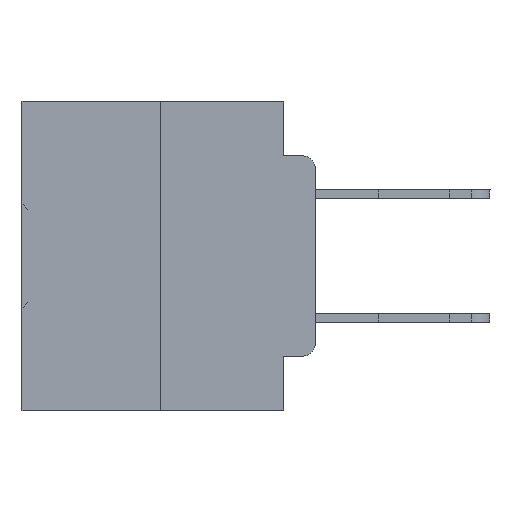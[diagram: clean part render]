
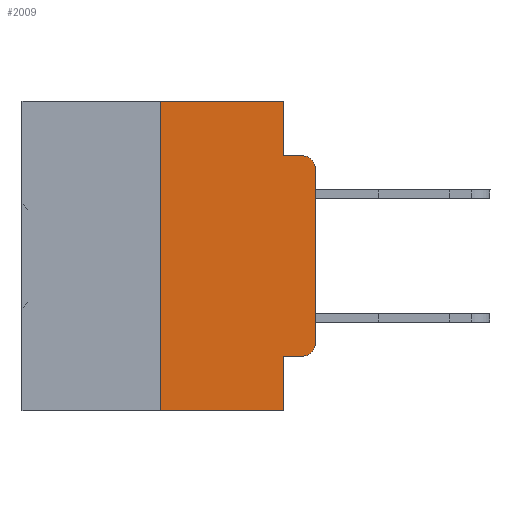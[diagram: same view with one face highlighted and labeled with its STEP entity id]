
A CAD part, left-side view. The second image highlights one B-rep face of the part: STEP entity #2009.
In plain terms, the highlighted planar face has unit normal (-1, 0, 0).
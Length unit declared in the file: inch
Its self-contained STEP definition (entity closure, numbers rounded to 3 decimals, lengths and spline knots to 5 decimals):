
#319 = DIRECTION ( 'NONE',  ( 0., -1., 0. ) ) ;
#977 = VERTEX_POINT ( 'NONE', #2696 ) ;
#1217 = EDGE_CURVE ( 'NONE', #12001, #10103, #33721, .T. ) ;
#1824 = AXIS2_PLACEMENT_3D ( 'NONE', #2053, #4924, #25319 ) ;
#2009 = ADVANCED_FACE ( 'NONE', ( #10425 ), #31337, .F. ) ;
#2053 = CARTESIAN_POINT ( 'NONE',  ( 0., 0.02, -0.3915 ) ) ;
#2696 = CARTESIAN_POINT ( 'NONE',  ( 0., 0.25, 0. ) ) ;
#2921 = LINE ( 'NONE', #26160, #29817 ) ;
#3393 = EDGE_CURVE ( 'NONE', #11799, #33653, #15768, .T. ) ;
#4516 = DIRECTION ( 'NONE',  ( 0., 0., -1. ) ) ;
#4689 = CARTESIAN_POINT ( 'NONE',  ( 0., 0.051, -0.0885 ) ) ;
#4779 = VERTEX_POINT ( 'NONE', #34423 ) ;
#4924 = DIRECTION ( 'NONE',  ( -1., 0., 0. ) ) ;
#5166 = EDGE_CURVE ( 'NONE', #36326, #32047, #22488, .T. ) ;
#5865 = VECTOR ( 'NONE', #4516, 39.37008 ) ;
#6176 = EDGE_CURVE ( 'NONE', #8545, #977, #25361, .T. ) ;
#7438 = VECTOR ( 'NONE', #31489, 39.37008 ) ;
#8174 = CARTESIAN_POINT ( 'NONE',  ( 0., 0., 0. ) ) ;
#8545 = VERTEX_POINT ( 'NONE', #14625 ) ;
#10011 = ORIENTED_EDGE ( 'NONE', *, *, #18746, .T. ) ;
#10103 = VERTEX_POINT ( 'NONE', #19677 ) ;
#10425 = FACE_OUTER_BOUND ( 'NONE', #27622, .T. ) ;
#10616 = VERTEX_POINT ( 'NONE', #30298 ) ;
#10886 = CARTESIAN_POINT ( 'NONE',  ( 0., 0.051, 0. ) ) ;
#11799 = VERTEX_POINT ( 'NONE', #22196 ) ;
#12001 = VERTEX_POINT ( 'NONE', #10886 ) ;
#12369 = ORIENTED_EDGE ( 'NONE', *, *, #5166, .F. ) ;
#12676 = ORIENTED_EDGE ( 'NONE', *, *, #31525, .T. ) ;
#12816 = DIRECTION ( 'NONE',  ( -1., 0., 0. ) ) ;
#12819 = DIRECTION ( 'NONE',  ( 0., 0., 1. ) ) ;
#12887 = ORIENTED_EDGE ( 'NONE', *, *, #15079, .F. ) ;
#12953 = CARTESIAN_POINT ( 'NONE',  ( 0., 0.25, 0. ) ) ;
#13560 = CIRCLE ( 'NONE', #31291, 0.02 ) ;
#13714 = CARTESIAN_POINT ( 'NONE',  ( 0., 0.473, 0. ) ) ;
#13737 = AXIS2_PLACEMENT_3D ( 'NONE', #13714, #22534, #34249 ) ;
#14341 = ORIENTED_EDGE ( 'NONE', *, *, #29910, .F. ) ;
#14625 = CARTESIAN_POINT ( 'NONE',  ( 0., 0.25, -0.5 ) ) ;
#14719 = VECTOR ( 'NONE', #19104, 39.37008 ) ;
#15079 = EDGE_CURVE ( 'NONE', #977, #12001, #2921, .T. ) ;
#15768 = CIRCLE ( 'NONE', #1824, 0.02 ) ;
#16505 = EDGE_CURVE ( 'NONE', #36326, #11799, #19667, .T. ) ;
#18547 = CARTESIAN_POINT ( 'NONE',  ( 0., 0.02, -0.1085 ) ) ;
#18746 = EDGE_CURVE ( 'NONE', #33653, #10616, #33934, .T. ) ;
#19045 = CARTESIAN_POINT ( 'NONE',  ( 0., 0.051, 0. ) ) ;
#19104 = DIRECTION ( 'NONE',  ( 0., 0., -1. ) ) ;
#19120 = ORIENTED_EDGE ( 'NONE', *, *, #6176, .F. ) ;
#19345 = LINE ( 'NONE', #35102, #27543 ) ;
#19581 = EDGE_CURVE ( 'NONE', #8545, #32047, #19345, .T. ) ;
#19667 = LINE ( 'NONE', #27980, #37490 ) ;
#19677 = CARTESIAN_POINT ( 'NONE',  ( 0., 0.051, -0.0885 ) ) ;
#22196 = CARTESIAN_POINT ( 'NONE',  ( 0., 0.02, -0.4115 ) ) ;
#22272 = DIRECTION ( 'NONE',  ( 0., -1., 0. ) ) ;
#22488 = LINE ( 'NONE', #33513, #14719 ) ;
#22534 = DIRECTION ( 'NONE',  ( 1., 0., 0. ) ) ;
#23496 = CARTESIAN_POINT ( 'NONE',  ( 0., 0.051, -0.5 ) ) ;
#24967 = CARTESIAN_POINT ( 'NONE',  ( 0., 0.051, -0.4115 ) ) ;
#25319 = DIRECTION ( 'NONE',  ( 0., 0., -1. ) ) ;
#25361 = LINE ( 'NONE', #12953, #31767 ) ;
#25502 = ORIENTED_EDGE ( 'NONE', *, *, #19581, .T. ) ;
#26160 = CARTESIAN_POINT ( 'NONE',  ( 0., 0.473, 0. ) ) ;
#27543 = VECTOR ( 'NONE', #319, 39.37008 ) ;
#27622 = EDGE_LOOP ( 'NONE', ( #10011, #12676, #14341, #29171, #12887, #19120, #25502, #12369, #29389, #34494 ) ) ;
#27980 = CARTESIAN_POINT ( 'NONE',  ( 0., 0.051, -0.4115 ) ) ;
#29171 = ORIENTED_EDGE ( 'NONE', *, *, #1217, .F. ) ;
#29350 = DIRECTION ( 'NONE',  ( 0., -1., 0. ) ) ;
#29389 = ORIENTED_EDGE ( 'NONE', *, *, #16505, .T. ) ;
#29817 = VECTOR ( 'NONE', #29350, 39.37008 ) ;
#29910 = EDGE_CURVE ( 'NONE', #10103, #4779, #37253, .T. ) ;
#30298 = CARTESIAN_POINT ( 'NONE',  ( 0., 0., -0.1085 ) ) ;
#31291 = AXIS2_PLACEMENT_3D ( 'NONE', #18547, #12816, #36016 ) ;
#31337 = PLANE ( 'NONE',  #13737 ) ;
#31489 = DIRECTION ( 'NONE',  ( 0., 0., 1. ) ) ;
#31525 = EDGE_CURVE ( 'NONE', #10616, #4779, #13560, .T. ) ;
#31767 = VECTOR ( 'NONE', #12819, 39.37008 ) ;
#32047 = VERTEX_POINT ( 'NONE', #23496 ) ;
#33513 = CARTESIAN_POINT ( 'NONE',  ( 0., 0.051, 0. ) ) ;
#33653 = VERTEX_POINT ( 'NONE', #35087 ) ;
#33721 = LINE ( 'NONE', #19045, #5865 ) ;
#33934 = LINE ( 'NONE', #8174, #7438 ) ;
#34249 = DIRECTION ( 'NONE',  ( 0., 0., -1. ) ) ;
#34423 = CARTESIAN_POINT ( 'NONE',  ( 0., 0.02, -0.0885 ) ) ;
#34494 = ORIENTED_EDGE ( 'NONE', *, *, #3393, .T. ) ;
#35087 = CARTESIAN_POINT ( 'NONE',  ( 0., 0., -0.3915 ) ) ;
#35102 = CARTESIAN_POINT ( 'NONE',  ( 0., 0.473, -0.5 ) ) ;
#36016 = DIRECTION ( 'NONE',  ( 0., 0., -1. ) ) ;
#36326 = VERTEX_POINT ( 'NONE', #24967 ) ;
#36927 = DIRECTION ( 'NONE',  ( 0., -1., 0. ) ) ;
#37253 = LINE ( 'NONE', #4689, #37683 ) ;
#37490 = VECTOR ( 'NONE', #36927, 39.37008 ) ;
#37683 = VECTOR ( 'NONE', #22272, 39.37008 ) ;
